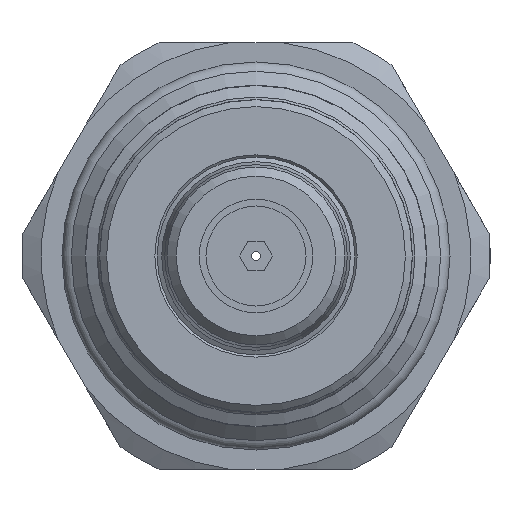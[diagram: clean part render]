
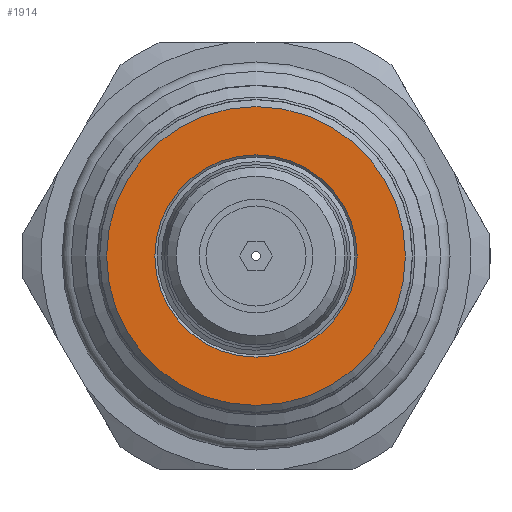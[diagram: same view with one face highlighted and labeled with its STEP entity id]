
A CAD part, left-side view. The second image highlights one B-rep face of the part: STEP entity #1914.
In plain terms, the highlighted planar face has unit normal (-1, 0, 0).
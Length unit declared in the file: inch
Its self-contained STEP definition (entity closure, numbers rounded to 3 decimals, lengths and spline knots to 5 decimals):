
#1803=CARTESIAN_POINT('',(0.,0.6575,0.0));
#1804=VERTEX_POINT('',#1803);
#1805=CARTESIAN_POINT('',(0.,0.0,0.0));
#1806=DIRECTION('',(1.0,0.0,0.0));
#1807=DIRECTION('',(0.0,1.0,0.0));
#1808=AXIS2_PLACEMENT_3D('',#1805,#1806,#1807);
#1809=CIRCLE('',#1808,0.6575);
#1810=EDGE_CURVE('',#1804,#1804,#1809,.T.);
#1888=CARTESIAN_POINT('',(0.,0.445,0.0));
#1889=VERTEX_POINT('',#1888);
#1890=CARTESIAN_POINT('',(0.,0.0,0.0));
#1891=DIRECTION('',(1.0,0.0,0.0));
#1892=DIRECTION('',(0.0,1.0,0.0));
#1893=AXIS2_PLACEMENT_3D('',#1890,#1891,#1892);
#1894=CIRCLE('',#1893,0.445);
#1895=EDGE_CURVE('',#1889,#1889,#1894,.T.);
#1903=CARTESIAN_POINT('',(0.,0.55125,0.0));
#1904=DIRECTION('',(-1.0,0.0,0.0));
#1905=DIRECTION('',(0.0,0.0,1.0));
#1906=AXIS2_PLACEMENT_3D('',#1903,#1904,#1905);
#1907=PLANE('',#1906);
#1908=ORIENTED_EDGE('',*,*,#1810,.F.);
#1909=EDGE_LOOP('',(#1908));
#1910=FACE_OUTER_BOUND('',#1909,.T.);
#1911=ORIENTED_EDGE('',*,*,#1895,.T.);
#1912=EDGE_LOOP('',(#1911));
#1913=FACE_BOUND('',#1912,.T.);
#1914=ADVANCED_FACE('',(#1910,#1913),#1907,.T.);
